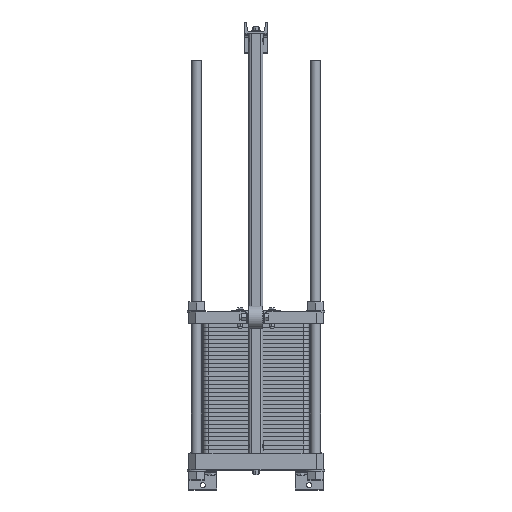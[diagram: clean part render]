
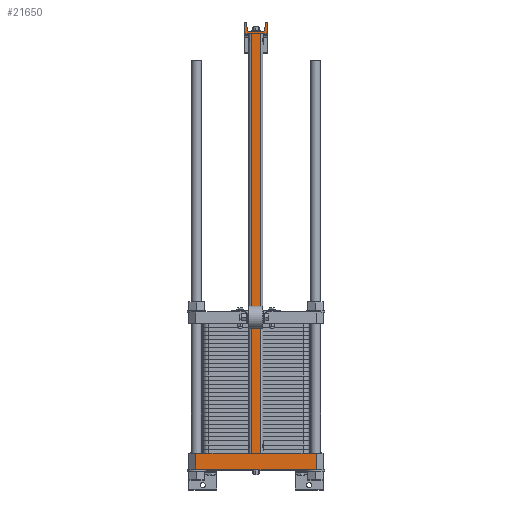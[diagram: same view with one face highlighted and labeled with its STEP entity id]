
A CAD part, top view. The second image highlights one B-rep face of the part: STEP entity #21650.
In plain terms, the highlighted planar face has unit normal (0, 0, 1).
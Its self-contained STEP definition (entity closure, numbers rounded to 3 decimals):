
#3927=FACE_OUTER_BOUND('',#4964,.T.);
#4964=EDGE_LOOP('',(#16786,#16787,#16788,#16789,#16790,#16791,#16792,#16793,
#16794,#16795,#16796,#16797,#16798,#16799,#16800,#16801,#16802,#16803,#16804,
#16805));
#6143=LINE('',#32503,#8565);
#6147=LINE('',#32510,#8569);
#6154=LINE('',#32534,#8576);
#6158=LINE('',#32546,#8580);
#6162=LINE('',#32558,#8584);
#6166=LINE('',#32578,#8588);
#6170=LINE('',#32590,#8592);
#6195=LINE('',#32656,#8617);
#6208=LINE('',#32688,#8630);
#6287=LINE('',#32980,#8709);
#6292=LINE('',#33011,#8714);
#6293=LINE('',#33013,#8715);
#6294=LINE('',#33015,#8716);
#6295=LINE('',#33017,#8717);
#6296=LINE('',#33019,#8718);
#6297=LINE('',#33020,#8719);
#8565=VECTOR('',#25166,10.);
#8569=VECTOR('',#25170,10.);
#8576=VECTOR('',#25187,10.);
#8580=VECTOR('',#25199,10.);
#8584=VECTOR('',#25211,10.);
#8588=VECTOR('',#25231,10.);
#8592=VECTOR('',#25243,10.);
#8617=VECTOR('',#25304,10.);
#8630=VECTOR('',#25341,10.);
#8709=VECTOR('',#25566,10.);
#8714=VECTOR('',#25581,1.);
#8715=VECTOR('',#25582,10.);
#8716=VECTOR('',#25583,10.);
#8717=VECTOR('',#25584,10.);
#8718=VECTOR('',#25585,10.);
#8719=VECTOR('',#25586,10.);
#10997=CIRCLE('',#22649,4.);
#10999=CIRCLE('',#22653,8.);
#11005=CIRCLE('',#22661,8.);
#11007=CIRCLE('',#22665,4.);
#12410=VERTEX_POINT('',#32487);
#12417=VERTEX_POINT('',#32500);
#12418=VERTEX_POINT('',#32502);
#12421=VERTEX_POINT('',#32508);
#12432=VERTEX_POINT('',#32531);
#12433=VERTEX_POINT('',#32533);
#12435=VERTEX_POINT('',#32539);
#12437=VERTEX_POINT('',#32545);
#12439=VERTEX_POINT('',#32551);
#12441=VERTEX_POINT('',#32557);
#12447=VERTEX_POINT('',#32571);
#12449=VERTEX_POINT('',#32577);
#12451=VERTEX_POINT('',#32583);
#12453=VERTEX_POINT('',#32589);
#12559=VERTEX_POINT('',#32979);
#12564=VERTEX_POINT('',#33010);
#12565=VERTEX_POINT('',#33012);
#12566=VERTEX_POINT('',#33014);
#12567=VERTEX_POINT('',#33016);
#12568=VERTEX_POINT('',#33018);
#14034=EDGE_CURVE('',#12418,#12417,#6143,.T.);
#14038=EDGE_CURVE('',#12410,#12421,#6147,.T.);
#14049=EDGE_CURVE('',#12433,#12432,#6154,.T.);
#14052=EDGE_CURVE('',#12435,#12433,#10997,.T.);
#14055=EDGE_CURVE('',#12437,#12435,#6158,.T.);
#14058=EDGE_CURVE('',#12439,#12437,#10999,.T.);
#14061=EDGE_CURVE('',#12441,#12439,#6162,.T.);
#14068=EDGE_CURVE('',#12447,#12441,#11005,.T.);
#14071=EDGE_CURVE('',#12449,#12447,#6166,.T.);
#14074=EDGE_CURVE('',#12451,#12449,#11007,.T.);
#14077=EDGE_CURVE('',#12453,#12451,#6170,.T.);
#14109=EDGE_CURVE('',#12432,#12418,#6195,.T.);
#14125=EDGE_CURVE('',#12421,#12453,#6208,.T.);
#14228=EDGE_CURVE('',#12559,#12410,#6287,.T.);
#14236=EDGE_CURVE('',#12417,#12564,#6292,.T.);
#14237=EDGE_CURVE('',#12564,#12565,#6293,.T.);
#14238=EDGE_CURVE('',#12565,#12566,#6294,.T.);
#14239=EDGE_CURVE('',#12567,#12566,#6295,.T.);
#14240=EDGE_CURVE('',#12568,#12567,#6296,.T.);
#14241=EDGE_CURVE('',#12568,#12559,#6297,.T.);
#16786=ORIENTED_EDGE('',*,*,#14228,.T.);
#16787=ORIENTED_EDGE('',*,*,#14038,.T.);
#16788=ORIENTED_EDGE('',*,*,#14125,.T.);
#16789=ORIENTED_EDGE('',*,*,#14077,.T.);
#16790=ORIENTED_EDGE('',*,*,#14074,.T.);
#16791=ORIENTED_EDGE('',*,*,#14071,.T.);
#16792=ORIENTED_EDGE('',*,*,#14068,.T.);
#16793=ORIENTED_EDGE('',*,*,#14061,.T.);
#16794=ORIENTED_EDGE('',*,*,#14058,.T.);
#16795=ORIENTED_EDGE('',*,*,#14055,.T.);
#16796=ORIENTED_EDGE('',*,*,#14052,.T.);
#16797=ORIENTED_EDGE('',*,*,#14049,.T.);
#16798=ORIENTED_EDGE('',*,*,#14109,.T.);
#16799=ORIENTED_EDGE('',*,*,#14034,.T.);
#16800=ORIENTED_EDGE('',*,*,#14236,.T.);
#16801=ORIENTED_EDGE('',*,*,#14237,.T.);
#16802=ORIENTED_EDGE('',*,*,#14238,.T.);
#16803=ORIENTED_EDGE('',*,*,#14239,.F.);
#16804=ORIENTED_EDGE('',*,*,#14240,.F.);
#16805=ORIENTED_EDGE('',*,*,#14241,.T.);
#20920=PLANE('',#22774);
#21650=ADVANCED_FACE('',(#3927),#20920,.T.);
#22649=AXIS2_PLACEMENT_3D('',#32540,#25193,#25194);
#22653=AXIS2_PLACEMENT_3D('',#32552,#25205,#25206);
#22661=AXIS2_PLACEMENT_3D('',#32572,#25225,#25226);
#22665=AXIS2_PLACEMENT_3D('',#32584,#25237,#25238);
#22774=AXIS2_PLACEMENT_3D('',#33009,#25579,#25580);
#25166=DIRECTION('',(1.,0.,0.));
#25170=DIRECTION('',(1.,0.,0.));
#25187=DIRECTION('',(-1.,0.,0.));
#25193=DIRECTION('center_axis',(0.,0.,1.));
#25194=DIRECTION('ref_axis',(0.996,0.091,0.));
#25199=DIRECTION('',(-0.091,0.996,0.));
#25205=DIRECTION('center_axis',(0.,0.,-1.));
#25206=DIRECTION('ref_axis',(0.996,0.091,0.));
#25211=DIRECTION('',(-1.,0.,0.));
#25225=DIRECTION('center_axis',(0.,0.,-1.));
#25226=DIRECTION('ref_axis',(0.,1.,0.));
#25231=DIRECTION('',(-0.091,-0.996,0.));
#25237=DIRECTION('center_axis',(0.,0.,1.));
#25238=DIRECTION('ref_axis',(0.,1.,0.));
#25243=DIRECTION('',(-1.,0.,0.));
#25304=DIRECTION('',(0.,-1.,0.));
#25341=DIRECTION('',(0.,1.,0.));
#25566=DIRECTION('',(0.,1.,0.));
#25579=DIRECTION('center_axis',(0.,0.,
1.));
#25580=DIRECTION('ref_axis',(-1.,0.,0.));
#25581=DIRECTION('',(0.,-1.,0.));
#25582=DIRECTION('',(-1.,0.,0.));
#25583=DIRECTION('',(0.,-1.,0.));
#25584=DIRECTION('',(-1.,0.,0.));
#25585=DIRECTION('',(0.,-1.,0.));
#25586=DIRECTION('',(-1.,0.,0.));
#32487=CARTESIAN_POINT('',(16.2,1500.,1111.));
#32500=CARTESIAN_POINT('',(-16.2,1500.,1111.));
#32502=CARTESIAN_POINT('',(-40.,1500.,1111.));
#32503=CARTESIAN_POINT('',(-40.,1500.,1111.));
#32508=CARTESIAN_POINT('',(40.,1500.,1111.));
#32510=CARTESIAN_POINT('',(-40.,1500.,1111.));
#32531=CARTESIAN_POINT('',(-40.,1540.,1111.));
#32533=CARTESIAN_POINT('',(-37.45,1540.,1111.));
#32534=CARTESIAN_POINT('',(-37.45,1540.,1111.));
#32539=CARTESIAN_POINT('',(-33.466,1536.366,1111.));
#32540=CARTESIAN_POINT('Origin',(-37.45,1536.,1111.));
#32545=CARTESIAN_POINT('',(-31.347,1513.269,1111.));
#32546=CARTESIAN_POINT('',(-31.347,1513.269,1111.));
#32551=CARTESIAN_POINT('',(-23.381,1506.,1111.));
#32552=CARTESIAN_POINT('Origin',(-23.381,1514.,1111.));
#32557=CARTESIAN_POINT('',(23.381,1506.,1111.));
#32558=CARTESIAN_POINT('',(23.381,1506.,1111.));
#32571=CARTESIAN_POINT('',(31.347,1513.269,1111.));
#32572=CARTESIAN_POINT('Origin',(23.381,1514.,1111.));
#32577=CARTESIAN_POINT('',(33.466,1536.366,1111.));
#32578=CARTESIAN_POINT('',(33.466,1536.366,1111.));
#32583=CARTESIAN_POINT('',(37.45,1540.,1111.));
#32584=CARTESIAN_POINT('Origin',(37.45,1536.,1111.));
#32589=CARTESIAN_POINT('',(40.,1540.,1111.));
#32590=CARTESIAN_POINT('',(40.,1540.,1111.));
#32656=CARTESIAN_POINT('',(-40.,1540.,1111.));
#32688=CARTESIAN_POINT('',(40.,1500.,1111.));
#32979=CARTESIAN_POINT('',(16.2,0.,1111.));
#32980=CARTESIAN_POINT('',(16.2,500.,1111.));
#33009=CARTESIAN_POINT('Origin',(215.,500.,1111.));
#33010=CARTESIAN_POINT('',(-16.2,0.,1111.));
#33011=CARTESIAN_POINT('',(-16.2,1266.,1111.));
#33012=CARTESIAN_POINT('',(-215.,0.,1111.));
#33013=CARTESIAN_POINT('',(215.,0.,1111.));
#33014=CARTESIAN_POINT('',(-215.,-60.,1111.));
#33015=CARTESIAN_POINT('',(-215.,0.,1111.));
#33016=CARTESIAN_POINT('',(215.,-60.,1111.));
#33017=CARTESIAN_POINT('',(215.,-60.,1111.));
#33018=CARTESIAN_POINT('',(215.,0.,1111.));
#33019=CARTESIAN_POINT('',(215.,0.,1111.));
#33020=CARTESIAN_POINT('',(215.,0.,1111.));
